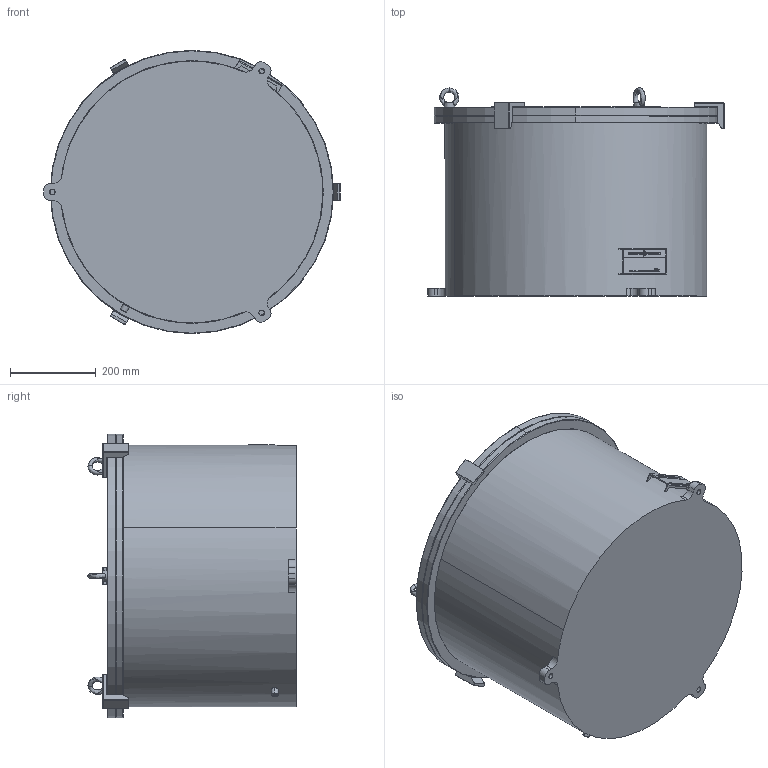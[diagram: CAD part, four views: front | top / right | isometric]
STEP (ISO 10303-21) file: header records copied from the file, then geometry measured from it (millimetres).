
FILE_DESCRIPTION (( 'STEP AP214' ), '1' );
FILE_NAME ('820KVH0600-400.stp', '2017-05-29T09:32:14', ( '' ), ( '' ), 'SwSTEP 2.0', 'SolidWorks 2015', '' );
FILE_SCHEMA (( 'AUTOMOTIVE_DESIGN' ));
Length unit declared in the file: millimetre
Products named in the file (1): 820KVH0600-400
Bounding box: 690.5 x 484.99 x 660 mm (x, y, z)
Volume: 17585938 mm3; surface area: 3063163.8 mm2
Topology: 4 solids, 24 shells, 2620 faces, 6958 edges, 4536 vertices
Faces by surface type: plane 1187, bspline 1160, cylinder 139, cone 86, torus 48
Entity records: 119411 total; most frequent: CARTESIAN_POINT 33387, ORIENTED_EDGE 13844, DIRECTION 7944, EDGE_CURVE 6922, VERTEX_POINT 4536, VECTOR 4070, LINE 4070, EDGE_LOOP 2842
